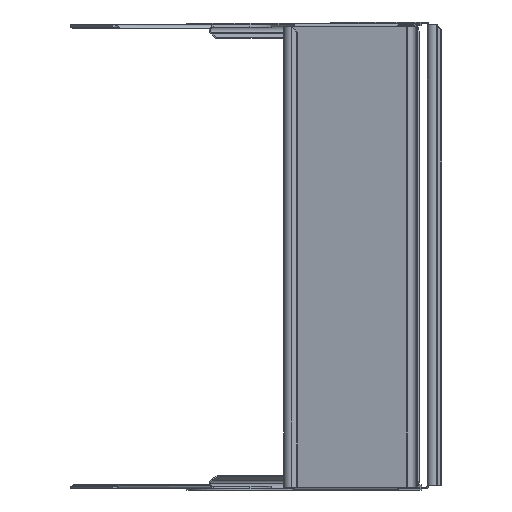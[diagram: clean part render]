
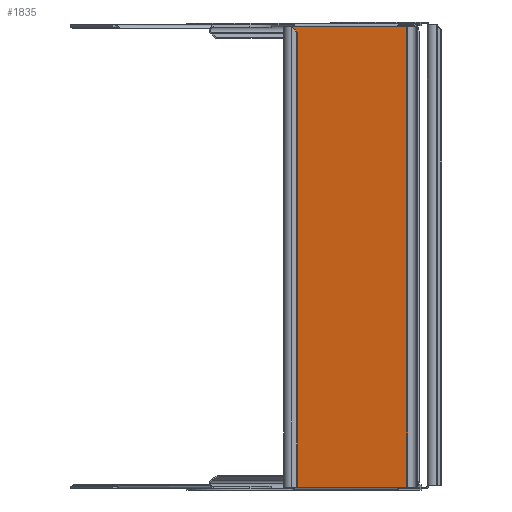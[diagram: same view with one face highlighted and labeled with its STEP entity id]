
A CAD part, left-side view. The second image highlights one B-rep face of the part: STEP entity #1835.
In plain terms, the highlighted face is planar.
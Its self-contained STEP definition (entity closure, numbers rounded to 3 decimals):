
#219=DIRECTION('',(0.,0.,1.));
#220=VECTOR('',#219,395.);
#221=CARTESIAN_POINT('',(-104.5,-1.25,-97.5));
#222=LINE('',#221,#220);
#232=DIRECTION('',(1.,0.,0.));
#233=VECTOR('',#232,12.75);
#234=CARTESIAN_POINT('',(-104.5,-1.25,297.5));
#235=LINE('',#234,#233);
#240=CARTESIAN_POINT('',(-91.75,-1.25,300.75));
#241=DIRECTION('',(0.,1.,0.));
#242=DIRECTION('',(0.385,0.,-0.923));
#243=AXIS2_PLACEMENT_3D('',#240,#241,#242);
#245=CARTESIAN_POINT('',(91.75,-1.25,300.75));
#246=DIRECTION('',(0.,1.,0.));
#247=DIRECTION('',(0.,0.,-1.));
#248=AXIS2_PLACEMENT_3D('',#245,#246,#247);
#250=DIRECTION('',(-1.,0.,0.));
#251=VECTOR('',#250,12.75);
#252=CARTESIAN_POINT('',(104.5,-1.25,297.5));
#253=LINE('',#252,#251);
#254=CARTESIAN_POINT('',(91.75,-1.25,-100.75));
#255=DIRECTION('',(0.,1.,0.));
#256=DIRECTION('',(-0.385,0.,0.923));
#257=AXIS2_PLACEMENT_3D('',#254,#255,#256);
#259=CARTESIAN_POINT('',(-91.75,-1.25,-100.75));
#260=DIRECTION('',(0.,1.,0.));
#261=DIRECTION('',(0.,0.,1.));
#262=AXIS2_PLACEMENT_3D('',#259,#260,#261);
#264=DIRECTION('',(1.,0.,0.));
#265=VECTOR('',#264,12.75);
#266=CARTESIAN_POINT('',(-104.5,-1.25,-97.5));
#267=LINE('',#266,#265);
#527=DIRECTION('',(1.,0.,0.));
#528=VECTOR('',#527,181.);
#529=CARTESIAN_POINT('',(-90.5,-1.25,297.75));
#530=LINE('',#529,#528);
#630=DIRECTION('',(0.,0.,-1.));
#631=VECTOR('',#630,395.);
#632=CARTESIAN_POINT('',(104.5,-1.25,297.5));
#633=LINE('',#632,#631);
#653=DIRECTION('',(-1.,0.,0.));
#654=VECTOR('',#653,12.75);
#655=CARTESIAN_POINT('',(104.5,-1.25,-97.5));
#656=LINE('',#655,#654);
#822=DIRECTION('',(-1.,0.,0.));
#823=VECTOR('',#822,181.);
#824=CARTESIAN_POINT('',(90.5,-1.25,-97.75));
#825=LINE('',#824,#823);
#1251=CARTESIAN_POINT('',(91.75,-1.25,297.5));
#1253=VERTEX_POINT('',#1251);
#1261=CARTESIAN_POINT('',(90.5,-1.25,297.75));
#1262=VERTEX_POINT('',#1261);
#1263=CARTESIAN_POINT('',(-90.5,-1.25,297.75));
#1264=VERTEX_POINT('',#1263);
#1265=CARTESIAN_POINT('',(-91.75,-1.25,297.5));
#1266=VERTEX_POINT('',#1265);
#1333=CARTESIAN_POINT('',(104.5,-1.25,297.5));
#1334=CARTESIAN_POINT('',(104.5,-1.25,-97.5));
#1335=VERTEX_POINT('',#1333);
#1336=VERTEX_POINT('',#1334);
#1341=CARTESIAN_POINT('',(91.75,-1.25,-97.5));
#1342=VERTEX_POINT('',#1341);
#1359=CARTESIAN_POINT('',(-104.5,-1.25,-97.5));
#1360=CARTESIAN_POINT('',(-104.5,-1.25,297.5));
#1361=VERTEX_POINT('',#1359);
#1362=VERTEX_POINT('',#1360);
#1363=CARTESIAN_POINT('',(-91.75,-1.25,-97.5));
#1364=VERTEX_POINT('',#1363);
#1365=CARTESIAN_POINT('',(-90.5,-1.25,-97.75));
#1366=VERTEX_POINT('',#1365);
#1367=CARTESIAN_POINT('',(90.5,-1.25,-97.75));
#1368=VERTEX_POINT('',#1367);
#1808=CARTESIAN_POINT('',(-91.75,-1.25,-100.75));
#1809=DIRECTION('',(0.,-1.,0.));
#1810=DIRECTION('',(0.,0.,-1.));
#1811=AXIS2_PLACEMENT_3D('',#1808,#1809,#1810);
#1812=PLANE('',#1811);
#1813=ORIENTED_EDGE('',*,*,#1780,.T.);
#1814=ORIENTED_EDGE('',*,*,#1795,.T.);
#1816=ORIENTED_EDGE('',*,*,#1815,.F.);
#1818=ORIENTED_EDGE('',*,*,#1817,.T.);
#1820=ORIENTED_EDGE('',*,*,#1819,.F.);
#1822=ORIENTED_EDGE('',*,*,#1821,.F.);
#1824=ORIENTED_EDGE('',*,*,#1823,.T.);
#1826=ORIENTED_EDGE('',*,*,#1825,.T.);
#1828=ORIENTED_EDGE('',*,*,#1827,.F.);
#1830=ORIENTED_EDGE('',*,*,#1829,.T.);
#1831=ORIENTED_EDGE('',*,*,#1714,.F.);
#1832=ORIENTED_EDGE('',*,*,#1758,.F.);
#1833=EDGE_LOOP('',(#1813,#1814,#1816,#1818,#1820,#1822,#1824,#1826,#1828,#1830,
#1831,#1832));
#1834=FACE_OUTER_BOUND('',#1833,.F.);
#1835=ADVANCED_FACE('',(#1834),#1812,.T.);
#244=CIRCLE('',#243,3.25);
#249=CIRCLE('',#248,3.25);
#258=CIRCLE('',#257,3.25);
#263=CIRCLE('',#262,3.25);
#1714=EDGE_CURVE('',#1364,#1366,#263,.T.);
#1758=EDGE_CURVE('',#1361,#1364,#267,.T.);
#1780=EDGE_CURVE('',#1361,#1362,#222,.T.);
#1795=EDGE_CURVE('',#1362,#1266,#235,.T.);
#1815=EDGE_CURVE('',#1264,#1266,#244,.T.);
#1817=EDGE_CURVE('',#1264,#1262,#530,.T.);
#1819=EDGE_CURVE('',#1253,#1262,#249,.T.);
#1821=EDGE_CURVE('',#1335,#1253,#253,.T.);
#1823=EDGE_CURVE('',#1335,#1336,#633,.T.);
#1825=EDGE_CURVE('',#1336,#1342,#656,.T.);
#1827=EDGE_CURVE('',#1368,#1342,#258,.T.);
#1829=EDGE_CURVE('',#1368,#1366,#825,.T.);
